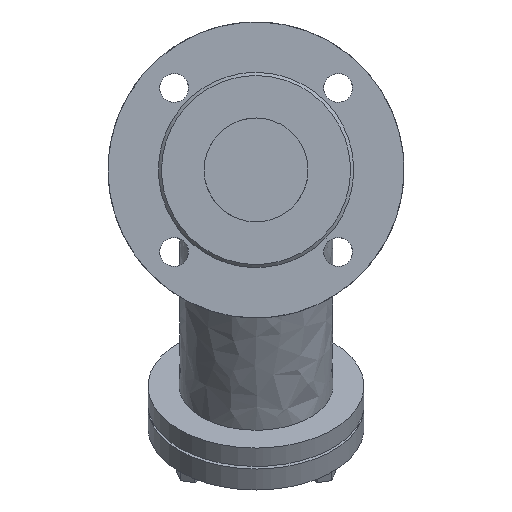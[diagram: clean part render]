
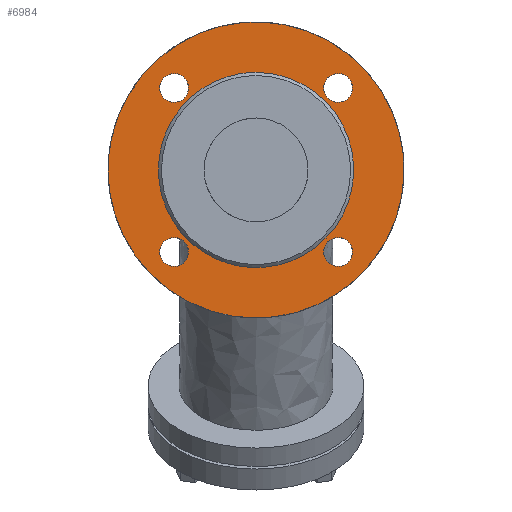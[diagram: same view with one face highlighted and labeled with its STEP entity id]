
A CAD part, left-side view. The second image highlights one B-rep face of the part: STEP entity #6984.
In plain terms, the highlighted free-form (B-spline) face has degree [1, 1] with [2, 2] control points.
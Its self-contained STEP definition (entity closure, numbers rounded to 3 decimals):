
#6648 = VERTEX_POINT('',#6649);
#6649 = CARTESIAN_POINT('',(0.,0.,51.817));
#6654 = EDGE_CURVE('',#6648,#6648,#6655,.T.);
#6655 = ( BOUNDED_CURVE() B_SPLINE_CURVE(2,(#6656,#6657,#6658,#6659,
    #6660,#6661,#6662,#6663,#6664),.UNSPECIFIED.,.T.,.F.) 
B_SPLINE_CURVE_WITH_KNOTS((3,2,2,2,3),(-3.142,-1.571,0.
,1.571,3.142),.UNSPECIFIED.) CURVE() 
GEOMETRIC_REPRESENTATION_ITEM() RATIONAL_B_SPLINE_CURVE((1.,
    0.707,1.,0.707,1.,0.707,1.,0.707
,1.)) REPRESENTATION_ITEM('') );
#6656 = CARTESIAN_POINT('',(0.,0.,51.817));
#6657 = CARTESIAN_POINT('',(0.,-51.817,51.817));
#6658 = CARTESIAN_POINT('',(0.,-51.817,0.));
#6659 = CARTESIAN_POINT('',(0.,-51.817,-51.817));
#6660 = CARTESIAN_POINT('',(0.,0.,-51.817));
#6661 = CARTESIAN_POINT('',(0.,51.817,-51.817));
#6662 = CARTESIAN_POINT('',(0.,51.817,0.));
#6663 = CARTESIAN_POINT('',(0.,51.817,51.817));
#6664 = CARTESIAN_POINT('',(0.,0.,51.817));
#6773 = EDGE_CURVE('',#6774,#6774,#6776,.T.);
#6774 = VERTEX_POINT('',#6775);
#6775 = CARTESIAN_POINT('',(0.,51.193,43.548));
#6776 = ( BOUNDED_CURVE() B_SPLINE_CURVE(2,(#6777,#6778,#6779,#6780,
    #6781,#6782,#6783,#6784,#6785),.UNSPECIFIED.,.T.,.F.) 
B_SPLINE_CURVE_WITH_KNOTS((3,2,2,2,3),(-3.142,-1.571,0.
,1.571,3.142),.UNSPECIFIED.) CURVE() 
GEOMETRIC_REPRESENTATION_ITEM() RATIONAL_B_SPLINE_CURVE((1.,
    0.707,1.,0.707,1.,0.707,1.,0.707
,1.)) REPRESENTATION_ITEM('') );
#6777 = CARTESIAN_POINT('',(0.,51.193,43.548));
#6778 = CARTESIAN_POINT('',(0.,51.193,51.193));
#6779 = CARTESIAN_POINT('',(0.,43.548,51.193));
#6780 = CARTESIAN_POINT('',(0.,35.903,51.193));
#6781 = CARTESIAN_POINT('',(0.,35.903,43.548));
#6782 = CARTESIAN_POINT('',(0.,35.903,35.903));
#6783 = CARTESIAN_POINT('',(0.,43.548,35.903));
#6784 = CARTESIAN_POINT('',(0.,51.193,35.903));
#6785 = CARTESIAN_POINT('',(0.,51.193,43.548));
#6816 = EDGE_CURVE('',#6817,#6817,#6819,.T.);
#6817 = VERTEX_POINT('',#6818);
#6818 = CARTESIAN_POINT('',(0.,51.193,-43.548));
#6819 = ( BOUNDED_CURVE() B_SPLINE_CURVE(2,(#6820,#6821,#6822,#6823,
    #6824,#6825,#6826,#6827,#6828),.UNSPECIFIED.,.T.,.F.) 
B_SPLINE_CURVE_WITH_KNOTS((3,2,2,2,3),(-3.142,-1.571,0.
,1.571,3.142),.UNSPECIFIED.) CURVE() 
GEOMETRIC_REPRESENTATION_ITEM() RATIONAL_B_SPLINE_CURVE((1.,
    0.707,1.,0.707,1.,0.707,1.,0.707
,1.)) REPRESENTATION_ITEM('') );
#6820 = CARTESIAN_POINT('',(0.,51.193,-43.548));
#6821 = CARTESIAN_POINT('',(0.,51.193,-35.903));
#6822 = CARTESIAN_POINT('',(0.,43.548,-35.903));
#6823 = CARTESIAN_POINT('',(0.,35.903,-35.903));
#6824 = CARTESIAN_POINT('',(0.,35.903,-43.548));
#6825 = CARTESIAN_POINT('',(0.,35.903,-51.193));
#6826 = CARTESIAN_POINT('',(0.,43.548,-51.193));
#6827 = CARTESIAN_POINT('',(0.,51.193,-51.193));
#6828 = CARTESIAN_POINT('',(0.,51.193,-43.548));
#6859 = EDGE_CURVE('',#6860,#6860,#6862,.T.);
#6860 = VERTEX_POINT('',#6861);
#6861 = CARTESIAN_POINT('',(0.,-35.903,-43.548));
#6862 = ( BOUNDED_CURVE() B_SPLINE_CURVE(2,(#6863,#6864,#6865,#6866,
    #6867,#6868,#6869,#6870,#6871),.UNSPECIFIED.,.T.,.F.) 
B_SPLINE_CURVE_WITH_KNOTS((3,2,2,2,3),(-3.142,-1.571,0.
,1.571,3.142),.UNSPECIFIED.) CURVE() 
GEOMETRIC_REPRESENTATION_ITEM() RATIONAL_B_SPLINE_CURVE((1.,
    0.707,1.,0.707,1.,0.707,1.,0.707
,1.)) REPRESENTATION_ITEM('') );
#6863 = CARTESIAN_POINT('',(0.,-35.903,-43.548));
#6864 = CARTESIAN_POINT('',(0.,-35.903,-35.903));
#6865 = CARTESIAN_POINT('',(0.,-43.548,-35.903));
#6866 = CARTESIAN_POINT('',(0.,-51.193,-35.903));
#6867 = CARTESIAN_POINT('',(0.,-51.193,-43.548));
#6868 = CARTESIAN_POINT('',(0.,-51.193,-51.193));
#6869 = CARTESIAN_POINT('',(0.,-43.548,-51.193));
#6870 = CARTESIAN_POINT('',(0.,-35.903,-51.193));
#6871 = CARTESIAN_POINT('',(0.,-35.903,-43.548));
#6902 = EDGE_CURVE('',#6903,#6903,#6905,.T.);
#6903 = VERTEX_POINT('',#6904);
#6904 = CARTESIAN_POINT('',(0.,-35.903,43.548));
#6905 = ( BOUNDED_CURVE() B_SPLINE_CURVE(2,(#6906,#6907,#6908,#6909,
    #6910,#6911,#6912,#6913,#6914),.UNSPECIFIED.,.T.,.F.) 
B_SPLINE_CURVE_WITH_KNOTS((3,2,2,2,3),(-3.142,-1.571,0.
,1.571,3.142),.UNSPECIFIED.) CURVE() 
GEOMETRIC_REPRESENTATION_ITEM() RATIONAL_B_SPLINE_CURVE((1.,
    0.707,1.,0.707,1.,0.707,1.,0.707
,1.)) REPRESENTATION_ITEM('') );
#6906 = CARTESIAN_POINT('',(0.,-35.903,43.548));
#6907 = CARTESIAN_POINT('',(0.,-35.903,51.193));
#6908 = CARTESIAN_POINT('',(0.,-43.548,51.193));
#6909 = CARTESIAN_POINT('',(0.,-51.193,51.193));
#6910 = CARTESIAN_POINT('',(0.,-51.193,43.548));
#6911 = CARTESIAN_POINT('',(0.,-51.193,35.903));
#6912 = CARTESIAN_POINT('',(0.,-43.548,35.903));
#6913 = CARTESIAN_POINT('',(0.,-35.903,35.903));
#6914 = CARTESIAN_POINT('',(0.,-35.903,43.548));
#6947 = VERTEX_POINT('',#6948);
#6948 = CARTESIAN_POINT('',(0.,78.575,0.));
#6953 = EDGE_CURVE('',#6947,#6947,#6954,.T.);
#6954 = ( BOUNDED_CURVE() B_SPLINE_CURVE(2,(#6955,#6956,#6957,#6958,
    #6959,#6960,#6961,#6962,#6963),.UNSPECIFIED.,.T.,.F.) 
B_SPLINE_CURVE_WITH_KNOTS((3,2,2,2,3),(-3.142,-1.571,0.
,1.571,3.142),.UNSPECIFIED.) CURVE() 
GEOMETRIC_REPRESENTATION_ITEM() RATIONAL_B_SPLINE_CURVE((1.,
    0.707,1.,0.707,1.,0.707,1.,0.707
,1.)) REPRESENTATION_ITEM('') );
#6955 = CARTESIAN_POINT('',(0.,78.575,0.));
#6956 = CARTESIAN_POINT('',(0.,78.575,-78.575));
#6957 = CARTESIAN_POINT('',(0.,0.,-78.575));
#6958 = CARTESIAN_POINT('',(0.,-78.575,-78.575));
#6959 = CARTESIAN_POINT('',(0.,-78.575,0.));
#6960 = CARTESIAN_POINT('',(0.,-78.575,78.575));
#6961 = CARTESIAN_POINT('',(0.,0.,78.575));
#6962 = CARTESIAN_POINT('',(0.,78.575,78.575));
#6963 = CARTESIAN_POINT('',(0.,78.575,0.));
#6984 = ADVANCED_FACE('',(#6985,#6988,#6991,#6994,#6997,#7000),#7003,.T.
  );
#6985 = FACE_BOUND('',#6986,.T.);
#6986 = EDGE_LOOP('',(#6987));
#6987 = ORIENTED_EDGE('',*,*,#6953,.T.);
#6988 = FACE_BOUND('',#6989,.T.);
#6989 = EDGE_LOOP('',(#6990));
#6990 = ORIENTED_EDGE('',*,*,#6654,.T.);
#6991 = FACE_BOUND('',#6992,.T.);
#6992 = EDGE_LOOP('',(#6993));
#6993 = ORIENTED_EDGE('',*,*,#6773,.T.);
#6994 = FACE_BOUND('',#6995,.T.);
#6995 = EDGE_LOOP('',(#6996));
#6996 = ORIENTED_EDGE('',*,*,#6816,.T.);
#6997 = FACE_BOUND('',#6998,.T.);
#6998 = EDGE_LOOP('',(#6999));
#6999 = ORIENTED_EDGE('',*,*,#6859,.T.);
#7000 = FACE_BOUND('',#7001,.T.);
#7001 = EDGE_LOOP('',(#7002));
#7002 = ORIENTED_EDGE('',*,*,#6902,.T.);
#7003 = B_SPLINE_SURFACE_WITH_KNOTS('',1,1,(
    (#7004,#7005)
    ,(#7006,#7007
    )),.UNSPECIFIED.,.F.,.F.,.F.,(2,2),(2,2),(-9.25,9.25),(-9.25,9.25),
  .PIECEWISE_BEZIER_KNOTS.);
#7004 = CARTESIAN_POINT('',(0.,-78.575,-78.575));
#7005 = CARTESIAN_POINT('',(0.,78.575,-78.575));
#7006 = CARTESIAN_POINT('',(0.,-78.575,78.575));
#7007 = CARTESIAN_POINT('',(0.,78.575,78.575));
